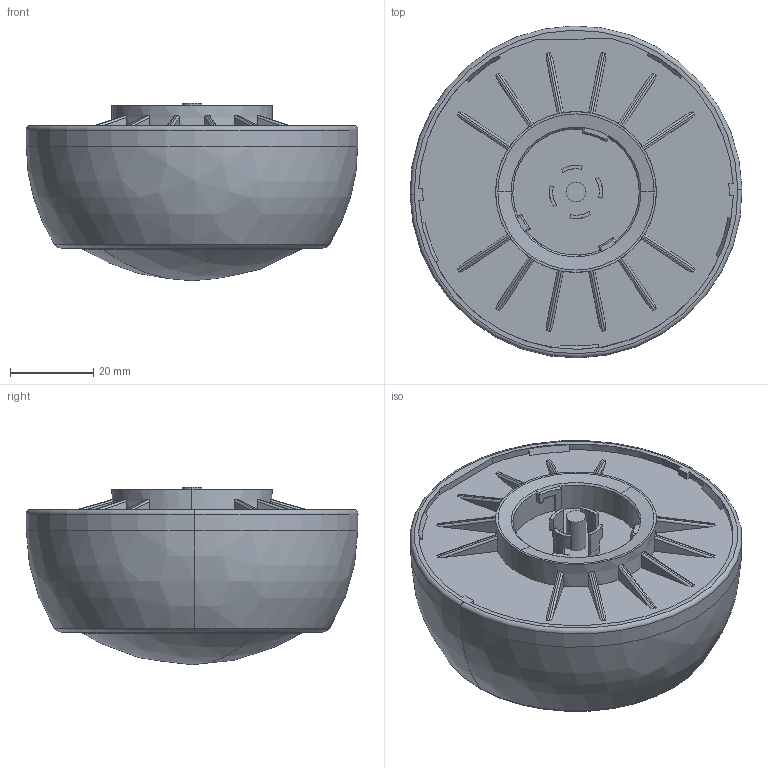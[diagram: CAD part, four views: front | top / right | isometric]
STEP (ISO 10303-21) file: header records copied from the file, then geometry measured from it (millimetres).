
FILE_DESCRIPTION((''),'2;1');
FILE_NAME('C-3-2444029-1','2023-09-26T07:32:25',('workeradm'),('TE Connectivity Ltd.'),'CREO PARAMETRIC BY PTC INC, 2021072','CREO PARAMETRIC BY PTC INC, 2021072','');
FILE_SCHEMA(('AUTOMOTIVE_DESIGN { 1 0 10303 214 1 1 1 1 }'));
Length unit declared in the file: millimetre
Products named in the file (1): C-3-2444029-1
Bounding box: 79.83 x 79.83 x 42.64 mm (x, y, z)
Volume: 137223.2 mm3; surface area: 18632 mm2
Topology: 1 solids, 1 shells, 208 faces, 562 edges, 365 vertices
Faces by surface type: plane 98, cylinder 60, bspline 24, cone 15, torus 9, sphere 2
Entity records: 7851 total; most frequent: CARTESIAN_POINT 2621, ORIENTED_EDGE 1124, DIRECTION 959, EDGE_CURVE 562, VERTEX_POINT 365, AXIS2_PLACEMENT_3D 325, VECTOR 309, LINE 309
